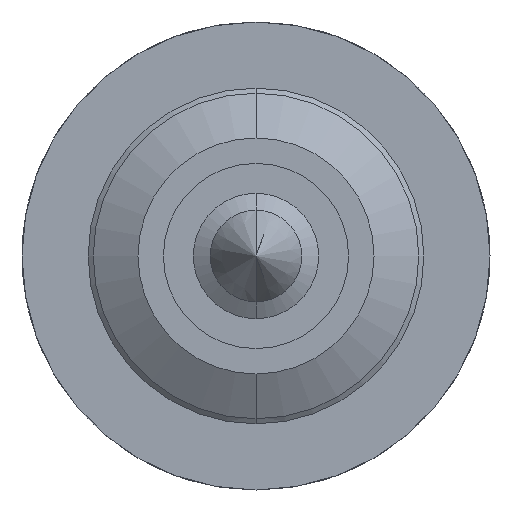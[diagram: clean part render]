
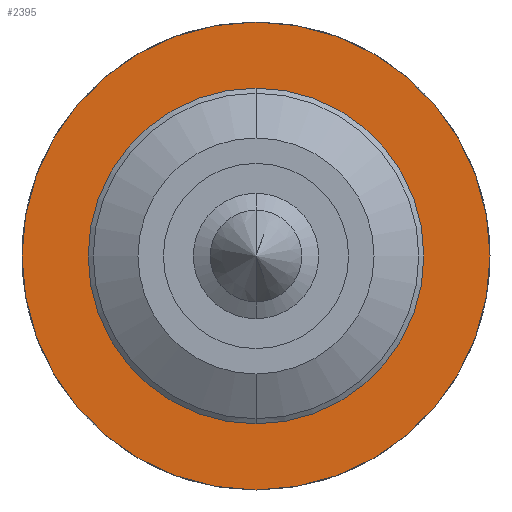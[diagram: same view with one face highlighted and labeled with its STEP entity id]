
A CAD part, front view. The second image highlights one B-rep face of the part: STEP entity #2395.
In plain terms, the highlighted planar face has unit normal (0, -1, 0).
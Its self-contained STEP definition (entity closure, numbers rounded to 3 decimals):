
#110 = CIRCLE ( 'NONE', #516, 1.15 ) ;
#194 = EDGE_CURVE ( 'Defeature ausgef�hrt2_5+Defeature ausgef�hrt2_6+Defeature ausgef�hrt2_6+Defeature ausgef�hrt2_6', #1412, #953, #110, .T. ) ;
#199 = EDGE_LOOP ( 'NONE', ( #3101, #3931 ) ) ;
#206 = DIRECTION ( 'NONE',  ( 0., 0., 1. ) ) ;
#252 = DIRECTION ( 'NONE',  ( 0., 0., 1. ) ) ;
#516 = AXIS2_PLACEMENT_3D ( 'NONE', #974, #3517, #252 ) ;
#624 = CARTESIAN_POINT ( 'NONE',  ( 0., -2., 0.825 ) ) ;
#631 = DIRECTION ( 'NONE',  ( 0., 0., 1. ) ) ;
#656 = VERTEX_POINT ( 'NONE', #624 ) ;
#697 = PLANE ( 'NONE',  #2833 ) ;
#717 = FACE_OUTER_BOUND ( 'NONE', #1018, .T. ) ;
#736 = AXIS2_PLACEMENT_3D ( 'NONE', #2407, #986, #3518 ) ;
#771 = AXIS2_PLACEMENT_3D ( 'NONE', #3798, #1631, #206 ) ;
#953 = VERTEX_POINT ( 'NONE', #2289 ) ;
#974 = CARTESIAN_POINT ( 'NONE',  ( 0., -2., 0. ) ) ;
#986 = DIRECTION ( 'NONE',  ( 0., 1., 0. ) ) ;
#1018 = EDGE_LOOP ( 'NONE', ( #2424, #3558 ) ) ;
#1033 = EDGE_CURVE ( 'Defeature ausgef�hrt2_5+Defeature ausgef�hrt2_6+Defeature ausgef�hrt2_6+Defeature ausgef�hrt2_6', #953, #1412, #4520, .T. ) ;
#1080 = CARTESIAN_POINT ( 'NONE',  ( 1.15, -2., 0. ) ) ;
#1412 = VERTEX_POINT ( 'NONE', #2359 ) ;
#1440 = DIRECTION ( 'NONE',  ( 0., 0., 1. ) ) ;
#1631 = DIRECTION ( 'NONE',  ( 0., 1., 0. ) ) ;
#1923 = CIRCLE ( 'NONE', #771, 0.825 ) ;
#1934 = CARTESIAN_POINT ( 'NONE',  ( 0., -2., -0.825 ) ) ;
#2082 = CARTESIAN_POINT ( 'NONE',  ( 0., -2., 0. ) ) ;
#2118 = DIRECTION ( 'NONE',  ( 0., 1., 0. ) ) ;
#2144 = AXIS2_PLACEMENT_3D ( 'NONE', #2082, #2118, #631 ) ;
#2289 = CARTESIAN_POINT ( 'NONE',  ( 0., -2., -1.15 ) ) ;
#2359 = CARTESIAN_POINT ( 'NONE',  ( 0., -2., 1.15 ) ) ;
#2395 = ADVANCED_FACE ( 'Defeature ausgef�hrt2_6', ( #717, #3001 ), #697, .F. ) ;
#2407 = CARTESIAN_POINT ( 'NONE',  ( 0., -2., 0. ) ) ;
#2424 = ORIENTED_EDGE ( 'NONE', *, *, #194, .F. ) ;
#2833 = AXIS2_PLACEMENT_3D ( 'NONE', #1080, #3601, #1440 ) ;
#3001 = FACE_BOUND ( 'NONE', #199, .T. ) ;
#3101 = ORIENTED_EDGE ( 'NONE', *, *, #4573, .T. ) ;
#3517 = DIRECTION ( 'NONE',  ( 0., 1., 0. ) ) ;
#3518 = DIRECTION ( 'NONE',  ( 0., 0., 1. ) ) ;
#3558 = ORIENTED_EDGE ( 'NONE', *, *, #1033, .F. ) ;
#3601 = DIRECTION ( 'NONE',  ( 0., 1., 0. ) ) ;
#3798 = CARTESIAN_POINT ( 'NONE',  ( 0., -2., 0. ) ) ;
#3875 = CIRCLE ( 'NONE', #2144, 0.825 ) ;
#3931 = ORIENTED_EDGE ( 'NONE', *, *, #4390, .T. ) ;
#4234 = VERTEX_POINT ( 'NONE', #1934 ) ;
#4390 = EDGE_CURVE ( 'Defeature ausgef�hrt2_6+Defeature ausgef�hrt2_4+Defeature ausgef�hrt2_4+Defeature ausgef�hrt2_4', #4234, #656, #1923, .T. ) ;
#4520 = CIRCLE ( 'NONE', #736, 1.15 ) ;
#4573 = EDGE_CURVE ( 'Defeature ausgef�hrt2_6+Defeature ausgef�hrt2_4+Defeature ausgef�hrt2_4+Defeature ausgef�hrt2_4', #656, #4234, #3875, .T. ) ;
